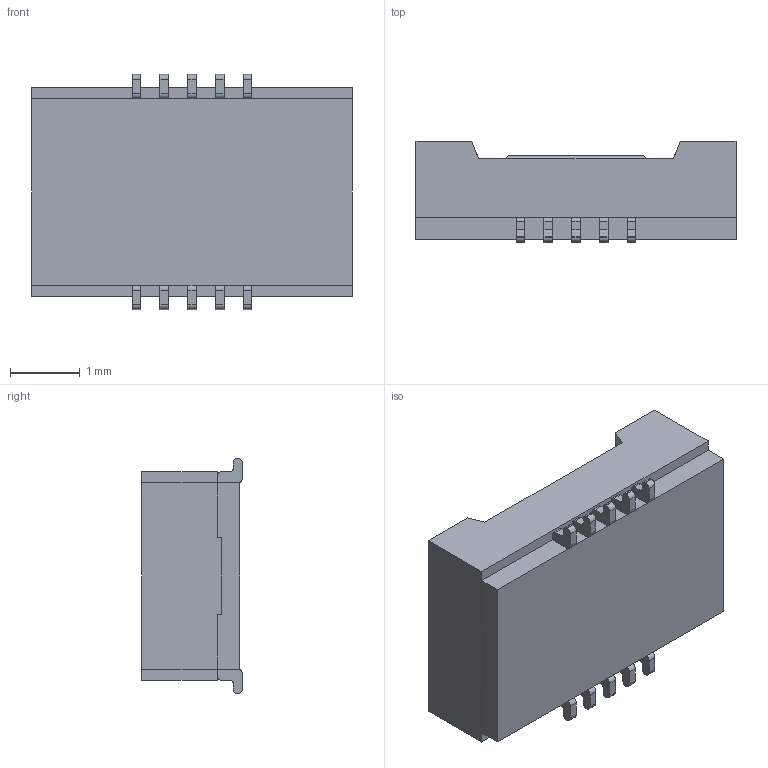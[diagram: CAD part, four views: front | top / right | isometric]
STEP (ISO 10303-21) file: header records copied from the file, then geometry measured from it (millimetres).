
FILE_DESCRIPTION (( 'STEP AP214' ), '1' );
FILE_NAME ('101642270101A1RLF.STEP', '2025-04-25T18:20:14', ( '' ), ( '' ), 'SwSTEP 2.0', 'SolidWorks 2021', '' );
FILE_SCHEMA (( 'AUTOMOTIVE_DESIGN' ));
Length unit declared in the file: millimetre
Products named in the file (1): 101642270101A1RLF
Bounding box: 4.6 x 1.45 x 3.38 mm (x, y, z)
Volume: 12.6 mm3; surface area: 110.5 mm2
Topology: 27 solids, 27 shells, 288 faces, 704 edges, 468 vertices
Faces by surface type: plane 218, cylinder 70
Entity records: 8688 total; most frequent: CARTESIAN_POINT 1461, DIRECTION 1422, ORIENTED_EDGE 1408, EDGE_CURVE 704, LINE 564, VECTOR 564, VERTEX_POINT 468, AXIS2_PLACEMENT_3D 429
